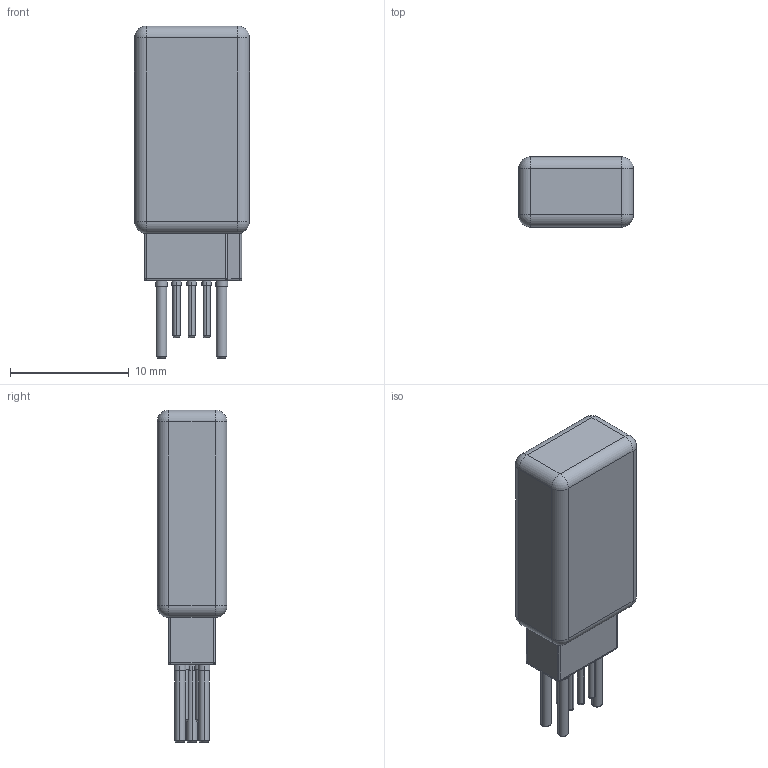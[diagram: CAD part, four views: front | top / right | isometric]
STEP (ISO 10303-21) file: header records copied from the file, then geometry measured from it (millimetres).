
FILE_DESCRIPTION (( 'STEP AP203' ), '1' );
FILE_NAME ('TC2030_withpins.STEP', '2022-06-02T14:13:08', ( '' ), ( '' ), 'SwSTEP 2.0', 'SolidWorks 2020', '' );
FILE_SCHEMA (( 'CONFIG_CONTROL_DESIGN' ));
Length unit declared in the file: inch
Products named in the file (6): TC2030_withpins; TC2030.stp; Chucnker; TC2050_4.stp; TC2030_1.stp; TC2050_3.stp
Assembly tree (12 placements, depth 3):
  TC2030_withpins
    TC2030.stp
      TC2030_1.stp
      TC2050_4.stp  x6
      TC2050_3.stp  x3
    Chucnker
Bounding box: 9.7 x 5.9 x 28 mm (x, y, z)
Volume: 1118.7 mm3; surface area: 894.4 mm2
Topology: 11 solids, 11 shells, 219 faces, 448 edges, 277 vertices
Faces by surface type: cylinder 118, plane 65, sphere 16, bspline 12, cone 6, torus 2
Entity records: 4093 total; most frequent: DIRECTION 661, CARTESIAN_POINT 587, ORIENTED_EDGE 492, AXIS2_PLACEMENT_3D 283, EDGE_CURVE 246, VERTEX_POINT 149, CIRCLE 149, EDGE_LOOP 135
